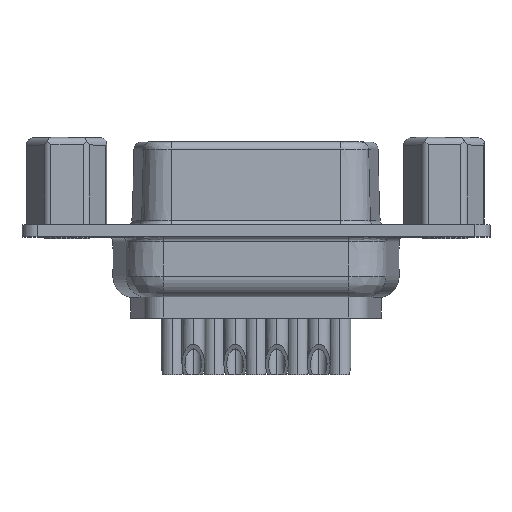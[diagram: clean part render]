
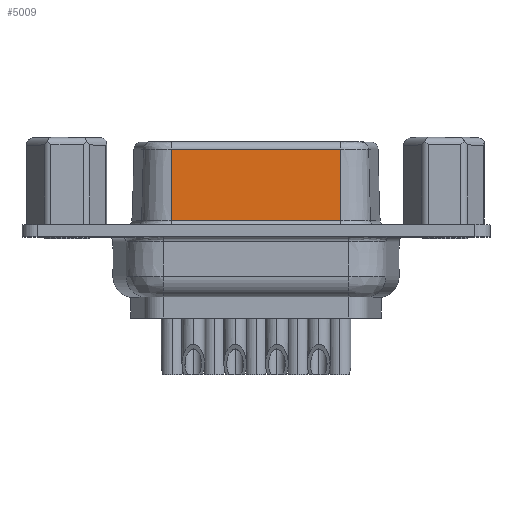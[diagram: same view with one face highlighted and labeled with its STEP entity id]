
A CAD part, top view. The second image highlights one B-rep face of the part: STEP entity #5009.
In plain terms, the highlighted planar face has unit normal (0, 0.026, 1).
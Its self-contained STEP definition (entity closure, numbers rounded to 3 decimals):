
#9 = CARTESIAN_POINT ( 'NONE',  ( 15.915, 6.457, 1.845 ) ) ;
#250 = DIRECTION ( 'NONE',  ( 0., 0.026, 1. ) ) ;
#298 = DIRECTION ( 'NONE',  ( -1., 0., 0. ) ) ;
#427 = EDGE_CURVE ( 'NONE', #11577, #9380, #13184, .T. ) ;
#643 = CARTESIAN_POINT ( 'NONE',  ( 15.915, -499000., 13068.789 ) ) ;
#1312 = CARTESIAN_POINT ( 'NONE',  ( 15.915, 6.165, 1.852 ) ) ;
#1433 = EDGE_CURVE ( 'NONE', #10979, #9380, #5005, .T. ) ;
#2998 = DIRECTION ( 'NONE',  ( 1., 0., 0. ) ) ;
#3710 = DIRECTION ( 'NONE',  ( 0., -1., 0.026 ) ) ;
#3997 = EDGE_LOOP ( 'NONE', ( #7374, #11993, #8699, #7530 ) ) ;
#4439 = EDGE_CURVE ( 'NONE', #11577, #5468, #12724, .T. ) ;
#4477 = CARTESIAN_POINT ( 'NONE',  ( 15.915, 11.178, 1.721 ) ) ;
#4673 = VECTOR ( 'NONE', #298, 1000. ) ;
#5005 = LINE ( 'NONE', #6190, #7915 ) ;
#5009 = ADVANCED_FACE ( 'NONE', ( #13015 ), #10669, .T. ) ;
#5468 = VERTEX_POINT ( 'NONE', #9048 ) ;
#6064 = VECTOR ( 'NONE', #12368, 1000. ) ;
#6074 = CARTESIAN_POINT ( 'NONE',  ( 4.705, -499000., 13068.789 ) ) ;
#6190 = CARTESIAN_POINT ( 'NONE',  ( 4.705, 6.457, 1.845 ) ) ;
#7374 = ORIENTED_EDGE ( 'NONE', *, *, #4439, .T. ) ;
#7530 = ORIENTED_EDGE ( 'NONE', *, *, #427, .F. ) ;
#7849 = CARTESIAN_POINT ( 'NONE',  ( 15.915, 11.178, 1.721 ) ) ;
#7915 = VECTOR ( 'NONE', #2998, 1000. ) ;
#8699 = ORIENTED_EDGE ( 'NONE', *, *, #1433, .T. ) ;
#9048 = CARTESIAN_POINT ( 'NONE',  ( 4.705, 11.178, 1.721 ) ) ;
#9380 = VERTEX_POINT ( 'NONE', #9 ) ;
#9458 = CARTESIAN_POINT ( 'NONE',  ( 4.705, 6.457, 1.845 ) ) ;
#10388 = EDGE_CURVE ( 'NONE', #10979, #5468, #11461, .T. ) ;
#10659 = AXIS2_PLACEMENT_3D ( 'NONE', #1312, #250, #11911 ) ;
#10669 = PLANE ( 'NONE',  #10659 ) ;
#10979 = VERTEX_POINT ( 'NONE', #9458 ) ;
#11461 = LINE ( 'NONE', #6074, #6064 ) ;
#11577 = VERTEX_POINT ( 'NONE', #7849 ) ;
#11911 = DIRECTION ( 'NONE',  ( 0., -1., 0.026 ) ) ;
#11993 = ORIENTED_EDGE ( 'NONE', *, *, #10388, .F. ) ;
#12368 = DIRECTION ( 'NONE',  ( 0., 1., -0.026 ) ) ;
#12724 = LINE ( 'NONE', #4477, #4673 ) ;
#13015 = FACE_OUTER_BOUND ( 'NONE', #3997, .T. ) ;
#13184 = LINE ( 'NONE', #643, #13403 ) ;
#13403 = VECTOR ( 'NONE', #3710, 1000. ) ;
